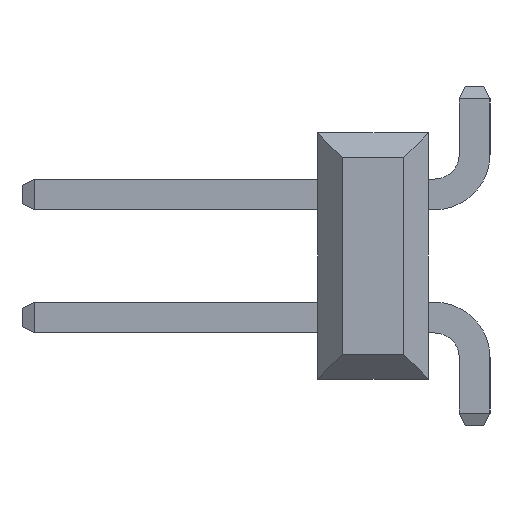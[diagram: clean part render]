
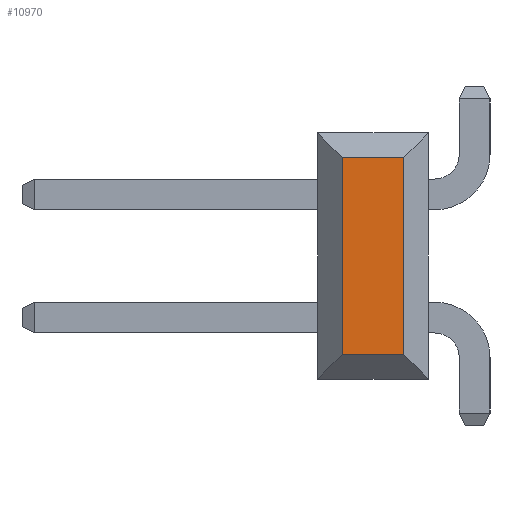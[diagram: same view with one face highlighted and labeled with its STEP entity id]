
A CAD part, left-side view. The second image highlights one B-rep face of the part: STEP entity #10970.
In plain terms, the highlighted planar face has unit normal (-1, 0, 0).
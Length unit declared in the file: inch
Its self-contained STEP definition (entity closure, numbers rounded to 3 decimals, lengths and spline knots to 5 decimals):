
#1609=DIRECTION('',(0.,0.,1.));
#1610=VECTOR('',#1609,0.16);
#1611=CARTESIAN_POINT('',(-0.7,-0.025,-0.08));
#1612=LINE('',#1611,#1610);
#1621=DIRECTION('',(0.,0.,1.));
#1622=VECTOR('',#1621,0.16);
#1623=CARTESIAN_POINT('',(-0.7,0.025,-0.08));
#1624=LINE('',#1623,#1622);
#1625=DIRECTION('',(0.,-1.,0.));
#1626=VECTOR('',#1625,0.05);
#1627=CARTESIAN_POINT('',(-0.7,0.025,0.08));
#1628=LINE('',#1627,#1626);
#1629=DIRECTION('',(0.,-1.,0.));
#1630=VECTOR('',#1629,0.05);
#1631=CARTESIAN_POINT('',(-0.7,0.025,-0.08));
#1632=LINE('',#1631,#1630);
#7297=CARTESIAN_POINT('',(-0.7,0.025,-0.08));
#7298=CARTESIAN_POINT('',(-0.7,0.025,0.08));
#7299=VERTEX_POINT('',#7297);
#7300=VERTEX_POINT('',#7298);
#7301=CARTESIAN_POINT('',(-0.7,-0.025,-0.08));
#7302=CARTESIAN_POINT('',(-0.7,-0.025,0.08));
#7303=VERTEX_POINT('',#7301);
#7304=VERTEX_POINT('',#7302);
#10956=CARTESIAN_POINT('',(-0.7,0.025,-0.1));
#10957=DIRECTION('',(-1.,0.,0.));
#10958=DIRECTION('',(0.,-1.,0.));
#10959=AXIS2_PLACEMENT_3D('',#10956,#10957,#10958);
#10960=PLANE('',#10959);
#10962=ORIENTED_EDGE('',*,*,#10961,.T.);
#10964=ORIENTED_EDGE('',*,*,#10963,.T.);
#10965=ORIENTED_EDGE('',*,*,#10946,.F.);
#10967=ORIENTED_EDGE('',*,*,#10966,.F.);
#10968=EDGE_LOOP('',(#10962,#10964,#10965,#10967));
#10969=FACE_OUTER_BOUND('',#10968,.F.);
#10970=ADVANCED_FACE('',(#10969),#10960,.T.);
#10946=EDGE_CURVE('',#7303,#7304,#1612,.T.);
#10961=EDGE_CURVE('',#7299,#7300,#1624,.T.);
#10963=EDGE_CURVE('',#7300,#7304,#1628,.T.);
#10966=EDGE_CURVE('',#7299,#7303,#1632,.T.);
